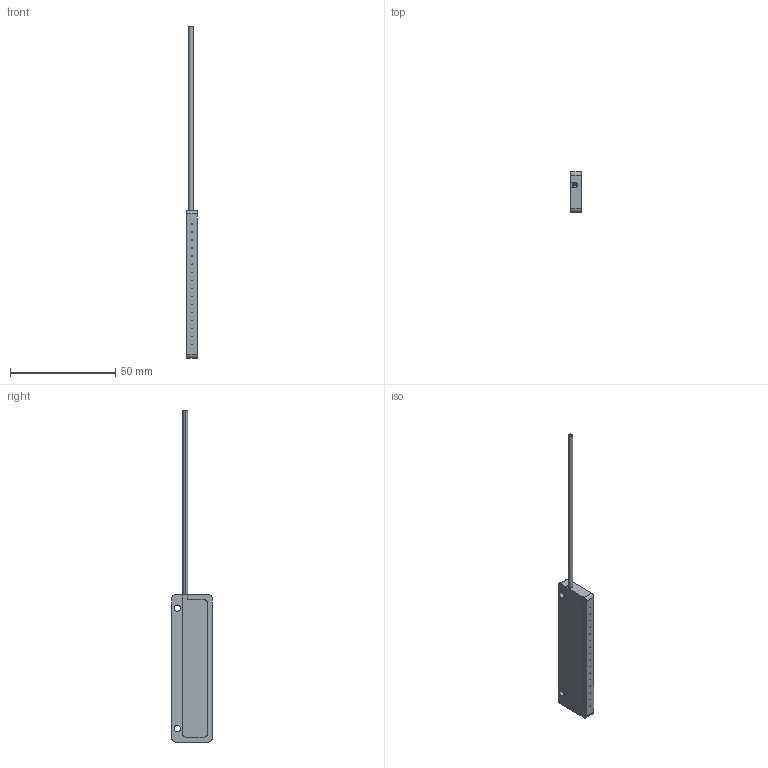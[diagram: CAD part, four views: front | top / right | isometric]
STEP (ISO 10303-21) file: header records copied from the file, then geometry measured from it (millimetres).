
FILE_DESCRIPTION((''),'2;1');
FILE_NAME('161961_ASM','2016-01-05T',('pdmadmin'),(''),'PRO/ENGINEER BY PARAMETRIC TECHNOLOGY CORPORATION, 2013230','PRO/ENGINEER BY PARAMETRIC TECHNOLOGY CORPORATION, 2013230','');
FILE_SCHEMA(('CONFIG_CONTROL_DESIGN'));
Length unit declared in the file: inch
Products named in the file (6): 51053; 10143; FIBER_CORE_010_0-25; 51819_ASM; 51819_POTTING; 161961_ASM
Assembly tree (20 placements, depth 3):
  161961_ASM
    51819_ASM
      51053
      10143
      FIBER_CORE_010_0-25  x16
    51819_POTTING
Bounding box: 5.08 x 19.05 x 157.51 mm (x, y, z)
Volume: 5230 mm3; surface area: 7917.6 mm2
Topology: 26 solids, 26 shells, 214 faces, 465 edges, 310 vertices
Faces by surface type: cylinder 115, plane 99
Entity records: 5032 total; most frequent: DIRECTION 954, CARTESIAN_POINT 847, ORIENTED_EDGE 750, AXIS2_PLACEMENT_3D 386, EDGE_CURVE 375, VERTEX_POINT 250, EDGE_LOOP 199, CIRCLE 188
